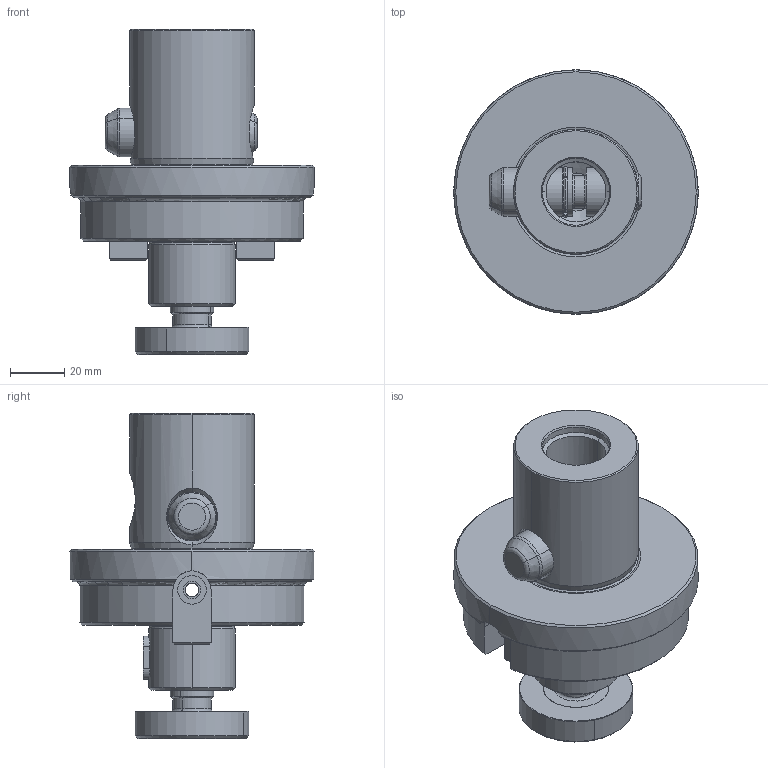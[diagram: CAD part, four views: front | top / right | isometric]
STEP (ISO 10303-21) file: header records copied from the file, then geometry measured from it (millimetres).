
FILE_DESCRIPTION(('no description'),'unknown implementation level');
FILE_NAME('BE3AAFE9-6AAC-49A6-8AEA-D43DD1B36F8D_export.stp',' ',('CIMSOURCE GmbH'),('CADClick - KiM GmbH - www.kimweb.de'),'unknown preprocess','ACIS','unknown authorization');
FILE_SCHEMA(('automotive_design'));
Length unit declared in the file: millimetre
Products named in the file (8): 335.435 Kaiser CKS7 X F32|691.608 Kaiser ETL MST 32 (Paar)_Standard;NONE; 335.435 Kaiser CKS7 X F32|690.706 Kaiser ETL FR32_M16_Standard-1;NONE; 335.435 Kaiser CKS7 X F32|690.706 Kaiser ETL FR32_M16_Standard;NONE; 335.435 Kaiser CKS7 X F32|691.604 Kaiser ETL FK 8 X 7_Standard;NONE; 335.435 Kaiser CKS7 X F32|335.435 Kaiser CKS7 X F32_Standard;NONE; 335.435 Kaiser CKS7 X F32|691.507 Kaiser ETL D18 X 56K_Standard|691.527 Mitnehmerbolzen_Standard;NONE; 335.435 Kaiser CKS7 X F32|691.507 Kaiser ETL D18 X 56K_Standard|693.306 Sprengring_Standard;NONE
Bounding box: 90 x 90 x 119.79 mm (x, y, z)
Volume: 252887.5 mm3; surface area: 53765.4 mm2
Topology: 8 solids, 8 shells, 229 faces, 532 edges, 317 vertices
Faces by surface type: cylinder 82, plane 67, cone 46, torus 34
Entity records: 13797 total; most frequent: CARTESIAN_POINT 2309, DIRECTION 1156, STYLED_ITEM 1084, PRESENTATION_STYLE_ASSIGNMENT 1084, COLOUR_RGB 1084, ORIENTED_EDGE 1060, EDGE_CURVE 530, CURVE_STYLE 530
